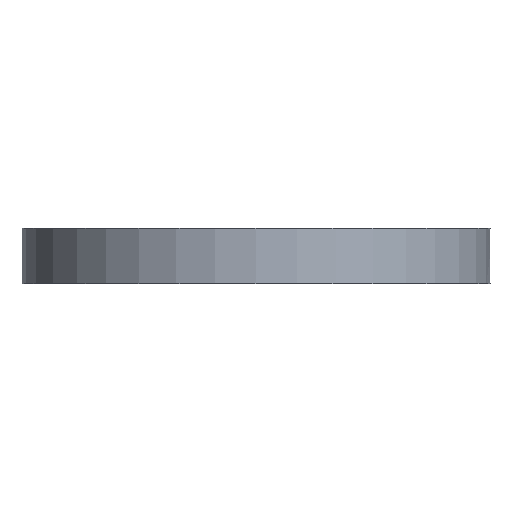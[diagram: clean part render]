
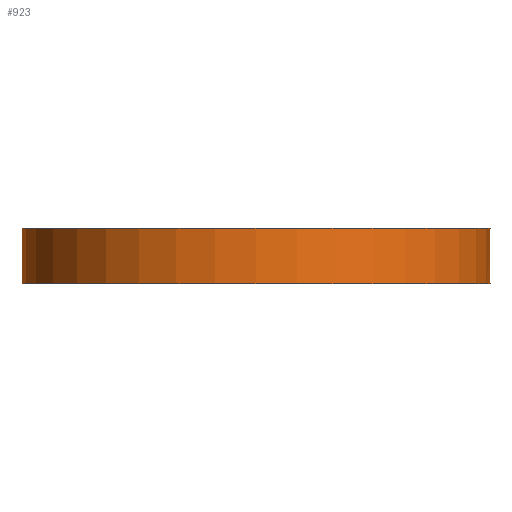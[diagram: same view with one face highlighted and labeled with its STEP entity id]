
A CAD part, front view. The second image highlights one B-rep face of the part: STEP entity #923.
In plain terms, the highlighted cylindrical face has radius 42.5 mm (diameter 85 mm), a full revolution.
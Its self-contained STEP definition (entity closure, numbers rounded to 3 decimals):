
#94=FACE_BOUND('',#257,.T.);
#95=FACE_BOUND('',#258,.T.);
#98=B_SPLINE_CURVE_WITH_KNOTS('',3,(#1421,#1422,#1423,#1424,#1425,#1426,
#1427,#1428,#1429,#1430,#1431,#1432,#1433,#1434,#1435,#1436,#1437,#1438),
 .UNSPECIFIED.,.F.,.F.,(4,2,2,2,2,2,2,2,4),(0.,0.032,0.064,
0.096,0.128,0.16,0.192,
0.224,0.256),.UNSPECIFIED.);
#99=B_SPLINE_CURVE_WITH_KNOTS('',3,(#1439,#1440,#1441,#1442,#1443,#1444,
#1445,#1446,#1447,#1448,#1449,#1450,#1451,#1452,#1453,#1454,#1455,#1456),
 .UNSPECIFIED.,.F.,.F.,(4,2,2,2,2,2,2,2,4),(0.256,0.288,
0.321,0.353,0.385,0.417,
0.449,0.481,0.513),.UNSPECIFIED.);
#101=B_SPLINE_CURVE_WITH_KNOTS('',3,(#1495,#1496,#1497,#1498,#1499,#1500,
#1501,#1502,#1503,#1504,#1505,#1506,#1507,#1508,#1509,#1510,#1511,#1512,
#1513,#1514,#1515,#1516,#1517,#1518,#1519,#1520,#1521,#1522,#1523,#1524,
#1525,#1526,#1527,#1528),.UNSPECIFIED.,.T.,.F.,(4,2,2,2,2,2,2,2,2,2,2,2,
2,2,2,2,4),(0.,0.032,0.064,0.096,
0.128,0.16,0.192,0.224,
0.256,0.288,0.321,0.353,0.385,
0.417,0.449,0.481,0.513),
 .UNSPECIFIED.);
#145=FACE_OUTER_BOUND('',#256,.T.);
#256=EDGE_LOOP('',(#839,#840,#841,#842));
#257=EDGE_LOOP('',(#843,#844));
#258=EDGE_LOOP('',(#845));
#297=LINE('',#1714,#336);
#336=VECTOR('',#1331,42.5);
#395=CIRCLE('',#1040,42.5);
#402=CIRCLE('',#1048,42.5);
#435=VERTEX_POINT('',#1419);
#436=VERTEX_POINT('',#1420);
#438=VERTEX_POINT('',#1494);
#475=VERTEX_POINT('',#1671);
#482=VERTEX_POINT('',#1686);
#528=EDGE_CURVE('',#435,#436,#98,.T.);
#529=EDGE_CURVE('',#436,#435,#99,.T.);
#532=EDGE_CURVE('',#438,#438,#101,.T.);
#586=EDGE_CURVE('',#475,#475,#395,.T.);
#593=EDGE_CURVE('',#482,#482,#402,.T.);
#607=EDGE_CURVE('',#482,#475,#297,.T.);
#839=ORIENTED_EDGE('',*,*,#593,.F.);
#840=ORIENTED_EDGE('',*,*,#607,.T.);
#841=ORIENTED_EDGE('',*,*,#586,.T.);
#842=ORIENTED_EDGE('',*,*,#607,.F.);
#843=ORIENTED_EDGE('',*,*,#528,.T.);
#844=ORIENTED_EDGE('',*,*,#529,.T.);
#845=ORIENTED_EDGE('',*,*,#532,.T.);
#883=CYLINDRICAL_SURFACE('',#1061,42.5);
#923=ADVANCED_FACE('',(#145,#94,#95),#883,.T.);
#1040=AXIS2_PLACEMENT_3D('',#1672,#1280,#1281);
#1048=AXIS2_PLACEMENT_3D('',#1687,#1296,#1297);
#1061=AXIS2_PLACEMENT_3D('',#1713,#1329,#1330);
#1280=DIRECTION('center_axis',(0.,0.,-1.));
#1281=DIRECTION('ref_axis',(1.,0.,0.));
#1296=DIRECTION('center_axis',(0.,0.,-1.));
#1297=DIRECTION('ref_axis',(1.,0.,0.));
#1329=DIRECTION('center_axis',(0.,0.,-1.));
#1330=DIRECTION('ref_axis',(1.,0.,0.));
#1331=DIRECTION('',(0.,0.,1.));
#1419=CARTESIAN_POINT('',(42.325,3.85,-26.));
#1420=CARTESIAN_POINT('',(42.446,2.15,-26.));
#1421=CARTESIAN_POINT('Ctrl Pts',(42.325,3.85,-26.));
#1422=CARTESIAN_POINT('Ctrl Pts',(42.325,3.85,-26.107));
#1423=CARTESIAN_POINT('Ctrl Pts',(42.327,3.829,-26.221));
#1424=CARTESIAN_POINT('Ctrl Pts',(42.335,3.742,-26.43));
#1425=CARTESIAN_POINT('Ctrl Pts',(42.341,3.677,-26.525));
#1426=CARTESIAN_POINT('Ctrl Pts',(42.354,3.526,-26.676));
#1427=CARTESIAN_POINT('Ctrl Pts',(42.361,3.43,-26.742));
#1428=CARTESIAN_POINT('Ctrl Pts',(42.378,3.221,-26.829));
#1429=CARTESIAN_POINT('Ctrl Pts',(42.386,3.107,-26.85));
#1430=CARTESIAN_POINT('Ctrl Pts',(42.402,2.893,-26.85));
#1431=CARTESIAN_POINT('Ctrl Pts',(42.409,2.779,-26.829));
#1432=CARTESIAN_POINT('Ctrl Pts',(42.422,2.57,-26.742));
#1433=CARTESIAN_POINT('Ctrl Pts',(42.428,2.474,-26.676));
#1434=CARTESIAN_POINT('Ctrl Pts',(42.437,2.323,-26.525));
#1435=CARTESIAN_POINT('Ctrl Pts',(42.44,2.258,-26.43));
#1436=CARTESIAN_POINT('Ctrl Pts',(42.445,2.171,-26.221));
#1437=CARTESIAN_POINT('Ctrl Pts',(42.446,2.15,-26.107));
#1438=CARTESIAN_POINT('Ctrl Pts',(42.446,2.15,-26.));
#1439=CARTESIAN_POINT('Ctrl Pts',(42.446,2.15,-26.));
#1440=CARTESIAN_POINT('Ctrl Pts',(42.446,2.15,-25.893));
#1441=CARTESIAN_POINT('Ctrl Pts',(42.445,2.171,-25.779));
#1442=CARTESIAN_POINT('Ctrl Pts',(42.44,2.258,-25.57));
#1443=CARTESIAN_POINT('Ctrl Pts',(42.437,2.323,-25.475));
#1444=CARTESIAN_POINT('Ctrl Pts',(42.428,2.474,-25.324));
#1445=CARTESIAN_POINT('Ctrl Pts',(42.422,2.57,-25.258));
#1446=CARTESIAN_POINT('Ctrl Pts',(42.409,2.779,-25.171));
#1447=CARTESIAN_POINT('Ctrl Pts',(42.402,2.893,-25.15));
#1448=CARTESIAN_POINT('Ctrl Pts',(42.386,3.107,-25.15));
#1449=CARTESIAN_POINT('Ctrl Pts',(42.378,3.221,-25.171));
#1450=CARTESIAN_POINT('Ctrl Pts',(42.361,3.43,-25.258));
#1451=CARTESIAN_POINT('Ctrl Pts',(42.354,3.526,-25.324));
#1452=CARTESIAN_POINT('Ctrl Pts',(42.341,3.677,-25.475));
#1453=CARTESIAN_POINT('Ctrl Pts',(42.335,3.742,-25.57));
#1454=CARTESIAN_POINT('Ctrl Pts',(42.327,3.829,-25.779));
#1455=CARTESIAN_POINT('Ctrl Pts',(42.325,3.85,-25.893));
#1456=CARTESIAN_POINT('Ctrl Pts',(42.325,3.85,-26.));
#1494=CARTESIAN_POINT('',(-42.446,2.15,-26.));
#1495=CARTESIAN_POINT('Ctrl Pts',(-42.446,2.15,-26.));
#1496=CARTESIAN_POINT('Ctrl Pts',(-42.446,2.15,-26.107));
#1497=CARTESIAN_POINT('Ctrl Pts',(-42.445,2.171,-26.221));
#1498=CARTESIAN_POINT('Ctrl Pts',(-42.44,2.258,-26.43));
#1499=CARTESIAN_POINT('Ctrl Pts',(-42.437,2.323,-26.525));
#1500=CARTESIAN_POINT('Ctrl Pts',(-42.428,2.474,-26.676));
#1501=CARTESIAN_POINT('Ctrl Pts',(-42.422,2.57,-26.742));
#1502=CARTESIAN_POINT('Ctrl Pts',(-42.409,2.779,-26.829));
#1503=CARTESIAN_POINT('Ctrl Pts',(-42.402,2.893,-26.85));
#1504=CARTESIAN_POINT('Ctrl Pts',(-42.386,3.107,-26.85));
#1505=CARTESIAN_POINT('Ctrl Pts',(-42.378,3.221,-26.829));
#1506=CARTESIAN_POINT('Ctrl Pts',(-42.361,3.43,-26.742));
#1507=CARTESIAN_POINT('Ctrl Pts',(-42.354,3.526,-26.676));
#1508=CARTESIAN_POINT('Ctrl Pts',(-42.341,3.677,-26.525));
#1509=CARTESIAN_POINT('Ctrl Pts',(-42.335,3.742,-26.43));
#1510=CARTESIAN_POINT('Ctrl Pts',(-42.327,3.829,-26.221));
#1511=CARTESIAN_POINT('Ctrl Pts',(-42.325,3.85,-26.107));
#1512=CARTESIAN_POINT('Ctrl Pts',(-42.325,3.85,-25.893));
#1513=CARTESIAN_POINT('Ctrl Pts',(-42.327,3.829,-25.779));
#1514=CARTESIAN_POINT('Ctrl Pts',(-42.335,3.742,-25.57));
#1515=CARTESIAN_POINT('Ctrl Pts',(-42.341,3.677,-25.475));
#1516=CARTESIAN_POINT('Ctrl Pts',(-42.354,3.526,-25.324));
#1517=CARTESIAN_POINT('Ctrl Pts',(-42.361,3.43,-25.258));
#1518=CARTESIAN_POINT('Ctrl Pts',(-42.378,3.221,-25.171));
#1519=CARTESIAN_POINT('Ctrl Pts',(-42.386,3.107,-25.15));
#1520=CARTESIAN_POINT('Ctrl Pts',(-42.402,2.893,-25.15));
#1521=CARTESIAN_POINT('Ctrl Pts',(-42.409,2.779,-25.171));
#1522=CARTESIAN_POINT('Ctrl Pts',(-42.422,2.57,-25.258));
#1523=CARTESIAN_POINT('Ctrl Pts',(-42.428,2.474,-25.324));
#1524=CARTESIAN_POINT('Ctrl Pts',(-42.437,2.323,-25.475));
#1525=CARTESIAN_POINT('Ctrl Pts',(-42.44,2.258,-25.57));
#1526=CARTESIAN_POINT('Ctrl Pts',(-42.445,2.171,-25.779));
#1527=CARTESIAN_POINT('Ctrl Pts',(-42.446,2.15,-25.893));
#1528=CARTESIAN_POINT('Ctrl Pts',(-42.446,2.15,-26.));
#1671=CARTESIAN_POINT('',(-42.5,0.,-21.));
#1672=CARTESIAN_POINT('Origin',(0.,0.,-21.));
#1686=CARTESIAN_POINT('',(-42.5,0.,-31.));
#1687=CARTESIAN_POINT('Origin',(0.,0.,-31.));
#1713=CARTESIAN_POINT('Origin',(0.,0.,0.));
#1714=CARTESIAN_POINT('',(-42.5,0.,0.));
